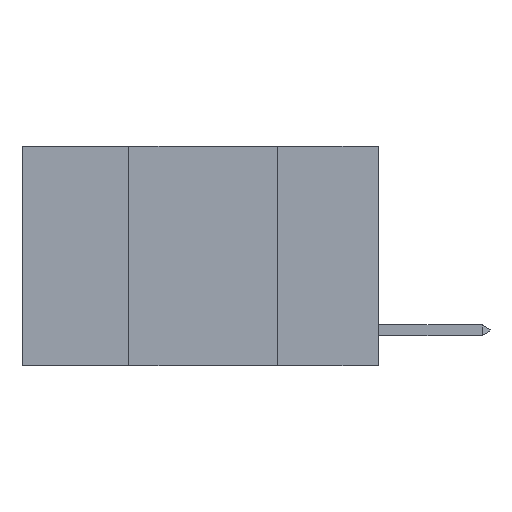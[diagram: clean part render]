
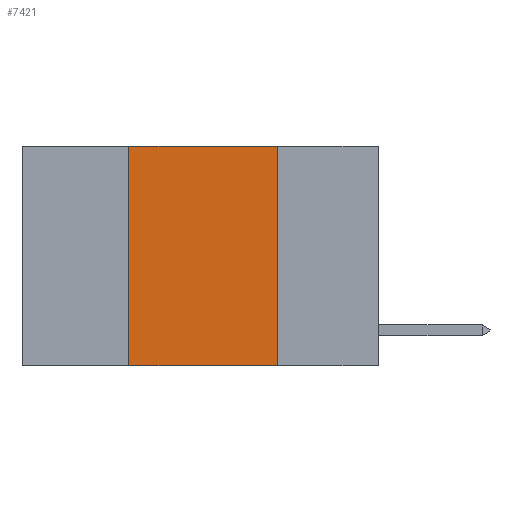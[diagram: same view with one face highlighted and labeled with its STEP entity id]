
A CAD part, left-side view. The second image highlights one B-rep face of the part: STEP entity #7421.
In plain terms, the highlighted planar face has unit normal (-1, 0, 0).
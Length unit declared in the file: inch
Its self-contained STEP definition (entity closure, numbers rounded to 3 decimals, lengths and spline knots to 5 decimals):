
#317 = LINE ( 'NONE', #5786, #11911 ) ;
#948 = CARTESIAN_POINT ( 'NONE',  ( 0., 0.6, 0. ) ) ;
#1299 = FACE_OUTER_BOUND ( 'NONE', #1833, .T. ) ;
#1784 = VERTEX_POINT ( 'NONE', #7997 ) ;
#1833 = EDGE_LOOP ( 'NONE', ( #4055, #6663, #6829, #2236 ) ) ;
#1920 = DIRECTION ( 'NONE',  ( 1., 0., 0. ) ) ;
#2190 = DIRECTION ( 'NONE',  ( 0., -1., 0. ) ) ;
#2236 = ORIENTED_EDGE ( 'NONE', *, *, #4385, .T. ) ;
#3122 = EDGE_CURVE ( 'NONE', #1784, #4506, #4056, .T. ) ;
#3347 = EDGE_CURVE ( 'NONE', #4506, #4548, #8463, .T. ) ;
#4055 = ORIENTED_EDGE ( 'NONE', *, *, #3347, .F. ) ;
#4056 = LINE ( 'NONE', #11805, #8921 ) ;
#4385 = EDGE_CURVE ( 'NONE', #6028, #4548, #317, .T. ) ;
#4506 = VERTEX_POINT ( 'NONE', #8900 ) ;
#4548 = VERTEX_POINT ( 'NONE', #9890 ) ;
#4657 = DIRECTION ( 'NONE',  ( 0., 0., -1. ) ) ;
#5147 = LINE ( 'NONE', #10994, #7136 ) ;
#5305 = EDGE_CURVE ( 'NONE', #6028, #1784, #5147, .T. ) ;
#5786 = CARTESIAN_POINT ( 'NONE',  ( 0., 0.6, -0.37 ) ) ;
#5833 = DIRECTION ( 'NONE',  ( 0., -1., 0. ) ) ;
#6028 = VERTEX_POINT ( 'NONE', #9274 ) ;
#6512 = VECTOR ( 'NONE', #4657, 39.37008 ) ;
#6663 = ORIENTED_EDGE ( 'NONE', *, *, #3122, .F. ) ;
#6787 = PLANE ( 'NONE',  #12363 ) ;
#6829 = ORIENTED_EDGE ( 'NONE', *, *, #5305, .F. ) ;
#7136 = VECTOR ( 'NONE', #9123, 39.37008 ) ;
#7421 = ADVANCED_FACE ( 'NONE', ( #1299 ), #6787, .F. ) ;
#7997 = CARTESIAN_POINT ( 'NONE',  ( 0., 0.42, 0. ) ) ;
#8463 = LINE ( 'NONE', #11391, #6512 ) ;
#8713 = DIRECTION ( 'NONE',  ( 0., 0., -1. ) ) ;
#8900 = CARTESIAN_POINT ( 'NONE',  ( 0., 0.17, 0. ) ) ;
#8921 = VECTOR ( 'NONE', #2190, 39.37008 ) ;
#9123 = DIRECTION ( 'NONE',  ( 0., 0., 1. ) ) ;
#9274 = CARTESIAN_POINT ( 'NONE',  ( 0., 0.42, -0.37 ) ) ;
#9890 = CARTESIAN_POINT ( 'NONE',  ( 0., 0.17, -0.37 ) ) ;
#10994 = CARTESIAN_POINT ( 'NONE',  ( 0., 0.42, 0. ) ) ;
#11391 = CARTESIAN_POINT ( 'NONE',  ( 0., 0.17, 0. ) ) ;
#11805 = CARTESIAN_POINT ( 'NONE',  ( 0., 0.6, 0. ) ) ;
#11911 = VECTOR ( 'NONE', #5833, 39.37008 ) ;
#12363 = AXIS2_PLACEMENT_3D ( 'NONE', #948, #1920, #8713 ) ;
